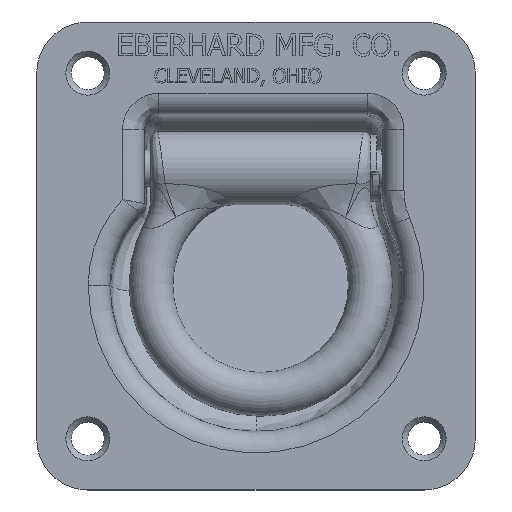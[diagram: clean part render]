
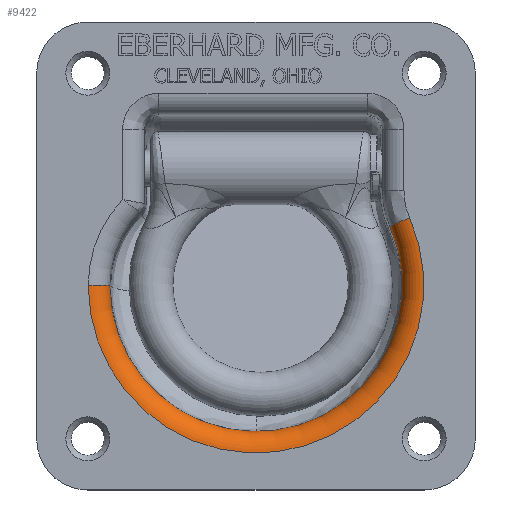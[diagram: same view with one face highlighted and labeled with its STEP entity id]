
A CAD part, top view. The second image highlights one B-rep face of the part: STEP entity #9422.
In plain terms, the highlighted toroidal (fillet/blend) face has major radius 36.427 mm and minor radius 4.666 mm.
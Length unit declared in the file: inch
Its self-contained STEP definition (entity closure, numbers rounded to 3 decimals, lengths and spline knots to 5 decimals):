
#64=TOROIDAL_SURFACE('',#9927,1.43413,0.1837);
#109=CIRCLE('',#9875,1.43413);
#133=CIRCLE('',#9926,0.1837);
#134=CIRCLE('',#9928,0.1837);
#135=CIRCLE('',#9929,1.25054);
#2620=FACE_OUTER_BOUND('',#3196,.T.);
#3196=EDGE_LOOP('',(#8254,#8255,#8256,#8257));
#4449=VERTEX_POINT('',#16095);
#4450=VERTEX_POINT('',#16100);
#4487=VERTEX_POINT('',#16416);
#4488=VERTEX_POINT('',#16423);
#5698=EDGE_CURVE('',#4450,#4449,#109,.T.);
#5757=EDGE_CURVE('',#4487,#4449,#133,.T.);
#5759=EDGE_CURVE('',#4488,#4450,#134,.T.);
#5760=EDGE_CURVE('',#4487,#4488,#135,.T.);
#8254=ORIENTED_EDGE('',*,*,#5759,.T.);
#8255=ORIENTED_EDGE('',*,*,#5698,.T.);
#8256=ORIENTED_EDGE('',*,*,#5757,.F.);
#8257=ORIENTED_EDGE('',*,*,#5760,.T.);
#9422=ADVANCED_FACE('',(#2620),#64,.T.);
#9875=AXIS2_PLACEMENT_3D('',#16101,#11381,#11382);
#9926=AXIS2_PLACEMENT_3D('',#16417,#11510,#11511);
#9927=AXIS2_PLACEMENT_3D('',#16422,#11512,#11513);
#9928=AXIS2_PLACEMENT_3D('',#16424,#11514,#11515);
#9929=AXIS2_PLACEMENT_3D('',#16425,#11516,#11517);
#11381=DIRECTION('center_axis',(0.,0.,1.));
#11382=DIRECTION('ref_axis',(0.206,-0.979,0.));
#11510=DIRECTION('center_axis',(-0.403,0.915,0.));
#11511=DIRECTION('ref_axis',(-0.915,-0.403,0.035));
#11512=DIRECTION('center_axis',(0.,0.,-1.));
#11513=DIRECTION('ref_axis',(0.206,-0.979,0.));
#11514=DIRECTION('center_axis',(0.,-1.,0.));
#11515=DIRECTION('ref_axis',(0.999,0.,0.035));
#11516=DIRECTION('center_axis',(0.,0.,-1.));
#11517=DIRECTION('ref_axis',(0.206,-0.979,0.));
#16095=CARTESIAN_POINT('',(1.31248,0.57802,0.));
#16100=CARTESIAN_POINT('',(-1.43413,0.,0.));
#16101=CARTESIAN_POINT('Origin',(0.,0.,0.));
#16416=CARTESIAN_POINT('',(1.14447,0.50402,-0.17729));
#16417=CARTESIAN_POINT('Origin',(1.31248,0.57802,-0.1837));
#16422=CARTESIAN_POINT('Origin',(0.,0.,-0.1837));
#16423=CARTESIAN_POINT('',(-1.25054,0.,-0.17729));
#16424=CARTESIAN_POINT('Origin',(-1.43413,0.,
-0.1837));
#16425=CARTESIAN_POINT('Origin',(0.,0.,-0.17729));
